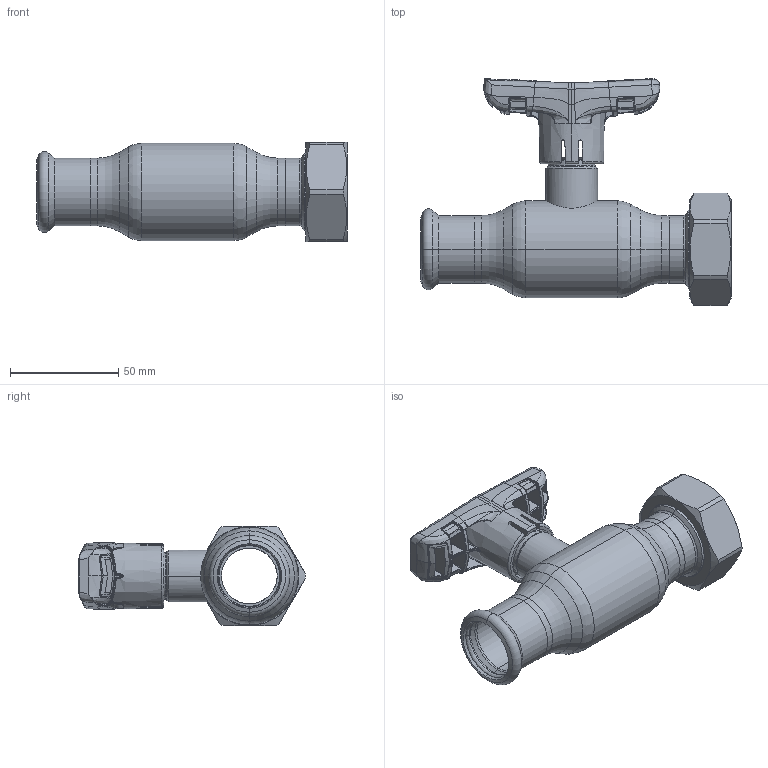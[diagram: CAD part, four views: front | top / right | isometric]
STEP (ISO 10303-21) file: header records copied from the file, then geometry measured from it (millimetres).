
FILE_DESCRIPTION (( 'STEP AP214' ), '1' );
FILE_NAME ('1025001400-1400.step', '2024-01-16T09:13:52', ( '' ), ( '' ), 'SwSTEP 2.0', 'SolidWorks 2021', '' );
FILE_SCHEMA (( 'AUTOMOTIVE_DESIGN' ));
Length unit declared in the file: millimetre
Products named in the file (1): 1025001400-1400
Bounding box: 143.5 x 105.08 x 46 mm (x, y, z)
Surface area: 43839.9 mm2 (no closed solid volume)
Topology: 0 solids, 11 shells, 674 faces, 2084 edges, 1351 vertices
Faces by surface type: bspline 499, plane 54, cylinder 50, cone 34, torus 29, sphere 8
Entity records: 59488 total; most frequent: CARTESIAN_POINT 38383, ORIENTED_EDGE 3553, EDGE_CURVE 2074, B_SPLINE_CURVE_WITH_KNOTS 1440, DIRECTION 1432, VERTEX_POINT 1348, EDGE_LOOP 686, UNCERTAINTY_MEASURE_WITH_UNIT 673
